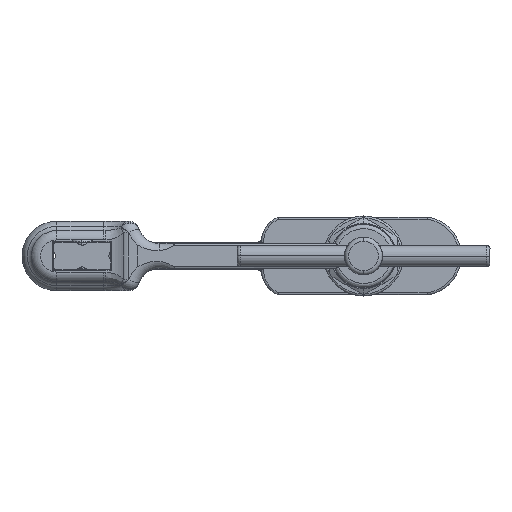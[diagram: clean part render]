
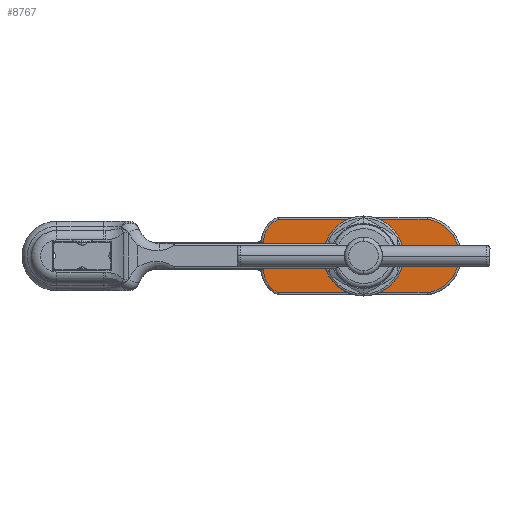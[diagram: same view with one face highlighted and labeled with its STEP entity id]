
A CAD part, front view. The second image highlights one B-rep face of the part: STEP entity #8767.
In plain terms, the highlighted planar face has unit normal (0, -1, 0).
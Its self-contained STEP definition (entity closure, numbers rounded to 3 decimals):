
#96 = EDGE_CURVE ( 'NONE', #9112, #12596, #13712, .T. ) ;
#146 = CARTESIAN_POINT ( 'NONE',  ( 86., 287.5, 6.498 ) ) ;
#352 = DIRECTION ( 'NONE',  ( 0., 0., -1. ) ) ;
#761 = ORIENTED_EDGE ( 'NONE', *, *, #9909, .T. ) ;
#1020 = AXIS2_PLACEMENT_3D ( 'NONE', #2737, #7921, #2900 ) ;
#1139 = CIRCLE ( 'NONE', #14225, 12.037 ) ;
#1835 = CARTESIAN_POINT ( 'NONE',  ( 86., 287.5, -6.441 ) ) ;
#1938 = CARTESIAN_POINT ( 'NONE',  ( 178.823, 287.5, 0. ) ) ;
#2512 = FACE_OUTER_BOUND ( 'NONE', #16313, .T. ) ;
#2708 = CARTESIAN_POINT ( 'NONE',  ( 163.624, 287.5, -17.5 ) ) ;
#2737 = CARTESIAN_POINT ( 'NONE',  ( 98.037, 287.5, -6.441 ) ) ;
#2900 = DIRECTION ( 'NONE',  ( 1., 0., 0. ) ) ;
#2931 = EDGE_CURVE ( 'NONE', #10763, #3262, #7033, .T. ) ;
#3262 = VERTEX_POINT ( 'NONE', #14219 ) ;
#4839 = VECTOR ( 'NONE', #352, 1000. ) ;
#5143 = LINE ( 'NONE', #5763, #5996 ) ;
#5526 = DIRECTION ( 'NONE',  ( -1., 0., 0. ) ) ;
#5624 = DIRECTION ( 'NONE',  ( 1., 0., 0. ) ) ;
#5763 = CARTESIAN_POINT ( 'NONE',  ( 98.037, 287.5, 17.5 ) ) ;
#5827 = EDGE_CURVE ( 'NONE', #7730, #13435, #5143, .T. ) ;
#5996 = VECTOR ( 'NONE', #5526, 1000. ) ;
#6306 = CARTESIAN_POINT ( 'NONE',  ( 161.148, 287.5, 0. ) ) ;
#6903 = DIRECTION ( 'NONE',  ( 1., 0., 0. ) ) ;
#7033 = LINE ( 'NONE', #1835, #4839 ) ;
#7730 = VERTEX_POINT ( 'NONE', #15584 ) ;
#7906 = ORIENTED_EDGE ( 'NONE', *, *, #96, .T. ) ;
#7921 = DIRECTION ( 'NONE',  ( 0., -1., 0. ) ) ;
#7998 = CIRCLE ( 'NONE', #12518, 17.674 ) ;
#8343 = VECTOR ( 'NONE', #5624, 1000. ) ;
#8470 = CARTESIAN_POINT ( 'NONE',  ( 98.037, 287.5, -17.5 ) ) ;
#8664 = AXIS2_PLACEMENT_3D ( 'NONE', #9569, #15199, #12444 ) ;
#8767 = ADVANCED_FACE ( 'NONE', ( #2512 ), #17548, .T. ) ;
#9112 = VERTEX_POINT ( 'NONE', #16441 ) ;
#9219 = CARTESIAN_POINT ( 'NONE',  ( 161.148, 287.5, 0. ) ) ;
#9569 = CARTESIAN_POINT ( 'NONE',  ( 98.037, 287.5, -6.441 ) ) ;
#9652 = CARTESIAN_POINT ( 'NONE',  ( 98.037, 287.5, 6.441 ) ) ;
#9825 = DIRECTION ( 'NONE',  ( 0., -1., 0. ) ) ;
#9909 = EDGE_CURVE ( 'NONE', #12596, #17109, #14332, .T. ) ;
#10422 = ORIENTED_EDGE ( 'NONE', *, *, #12577, .T. ) ;
#10484 = DIRECTION ( 'NONE',  ( 1., 0., 0. ) ) ;
#10538 = DIRECTION ( 'NONE',  ( 0., -1., 0. ) ) ;
#10763 = VERTEX_POINT ( 'NONE', #146 ) ;
#12444 = DIRECTION ( 'NONE',  ( 1., 0., 0. ) ) ;
#12518 = AXIS2_PLACEMENT_3D ( 'NONE', #6306, #13391, #17323 ) ;
#12577 = EDGE_CURVE ( 'NONE', #3262, #9112, #14060, .T. ) ;
#12596 = VERTEX_POINT ( 'NONE', #2708 ) ;
#13391 = DIRECTION ( 'NONE',  ( 0., -1., 0. ) ) ;
#13435 = VERTEX_POINT ( 'NONE', #16466 ) ;
#13712 = LINE ( 'NONE', #8470, #8343 ) ;
#14017 = ORIENTED_EDGE ( 'NONE', *, *, #15329, .T. ) ;
#14060 = CIRCLE ( 'NONE', #8664, 12.037 ) ;
#14219 = CARTESIAN_POINT ( 'NONE',  ( 86., 287.5, -6.498 ) ) ;
#14225 = AXIS2_PLACEMENT_3D ( 'NONE', #9652, #9825, #6903 ) ;
#14309 = ORIENTED_EDGE ( 'NONE', *, *, #2931, .T. ) ;
#14332 = CIRCLE ( 'NONE', #17353, 17.674 ) ;
#15199 = DIRECTION ( 'NONE',  ( 0., -1., 0. ) ) ;
#15329 = EDGE_CURVE ( 'NONE', #13435, #10763, #1139, .T. ) ;
#15584 = CARTESIAN_POINT ( 'NONE',  ( 163.624, 287.5, 17.5 ) ) ;
#16313 = EDGE_LOOP ( 'NONE', ( #14017, #14309, #10422, #7906, #761, #16365, #17621 ) ) ;
#16365 = ORIENTED_EDGE ( 'NONE', *, *, #16395, .T. ) ;
#16395 = EDGE_CURVE ( 'NONE', #17109, #7730, #7998, .T. ) ;
#16441 = CARTESIAN_POINT ( 'NONE',  ( 93.284, 287.5, -17.5 ) ) ;
#16466 = CARTESIAN_POINT ( 'NONE',  ( 93.284, 287.5, 17.5 ) ) ;
#17109 = VERTEX_POINT ( 'NONE', #1938 ) ;
#17323 = DIRECTION ( 'NONE',  ( 1., 0., 0. ) ) ;
#17353 = AXIS2_PLACEMENT_3D ( 'NONE', #9219, #10538, #10484 ) ;
#17548 = PLANE ( 'NONE',  #1020 ) ;
#17621 = ORIENTED_EDGE ( 'NONE', *, *, #5827, .T. ) ;
